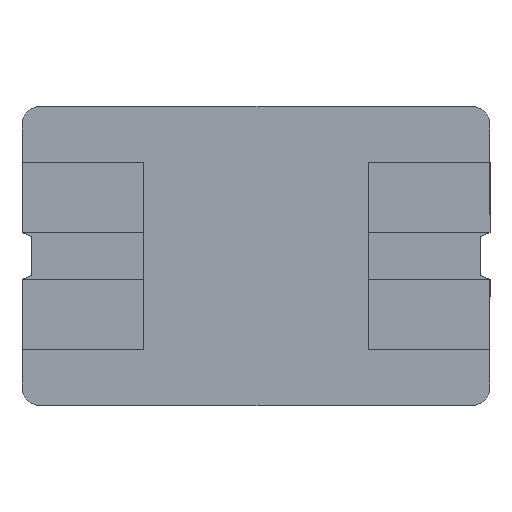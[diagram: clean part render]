
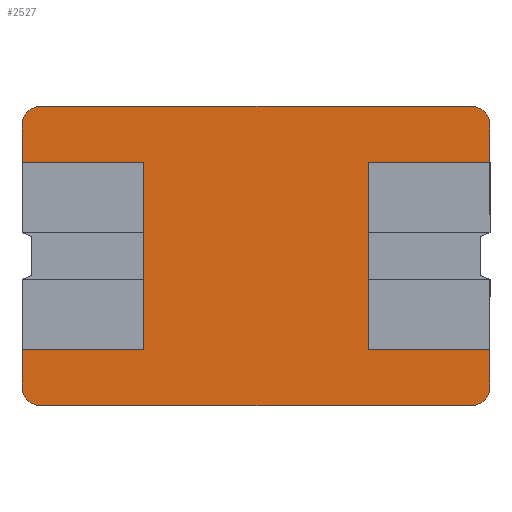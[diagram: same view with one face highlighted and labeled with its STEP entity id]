
A CAD part, front view. The second image highlights one B-rep face of the part: STEP entity #2527.
In plain terms, the highlighted planar face has unit normal (0, -1, 0).
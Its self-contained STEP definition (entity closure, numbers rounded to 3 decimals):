
#6 = VECTOR ( 'NONE', #850, 1000. ) ;
#11 = VERTEX_POINT ( 'NONE', #966 ) ;
#42 = LINE ( 'NONE', #888, #2068 ) ;
#44 = CARTESIAN_POINT ( 'NONE',  ( 2.5, 0., 1.6 ) ) ;
#64 = VERTEX_POINT ( 'NONE', #411 ) ;
#66 = CIRCLE ( 'NONE', #343, 0.2 ) ;
#81 = DIRECTION ( 'NONE',  ( 0., 0., 1. ) ) ;
#99 = CARTESIAN_POINT ( 'NONE',  ( 2.3, 0., -1.4 ) ) ;
#149 = EDGE_LOOP ( 'NONE', ( #718, #1089, #1870, #2258, #1890, #268, #2399, #433, #1684, #2310, #1098, #1891, #916, #1275, #492, #701 ) ) ;
#151 = AXIS2_PLACEMENT_3D ( 'NONE', #99, #467, #81 ) ;
#159 = LINE ( 'NONE', #44, #1039 ) ;
#161 = LINE ( 'NONE', #245, #6 ) ;
#171 = VERTEX_POINT ( 'NONE', #2008 ) ;
#230 = CARTESIAN_POINT ( 'NONE',  ( -2.3, 0., -1.4 ) ) ;
#233 = EDGE_CURVE ( 'NONE', #2226, #1355, #388, .T. ) ;
#245 = CARTESIAN_POINT ( 'NONE',  ( 2.5, 0., 1.6 ) ) ;
#257 = CIRCLE ( 'NONE', #1926, 0.2 ) ;
#268 = ORIENTED_EDGE ( 'NONE', *, *, #233, .F. ) ;
#274 = EDGE_CURVE ( 'NONE', #64, #1955, #520, .T. ) ;
#308 = DIRECTION ( 'NONE',  ( 0., 0., 1. ) ) ;
#319 = CARTESIAN_POINT ( 'NONE',  ( 2.5, 0., -1. ) ) ;
#343 = AXIS2_PLACEMENT_3D ( 'NONE', #817, #2374, #1789 ) ;
#367 = EDGE_CURVE ( 'NONE', #580, #871, #42, .T. ) ;
#375 = VERTEX_POINT ( 'NONE', #484 ) ;
#388 = LINE ( 'NONE', #1594, #1260 ) ;
#411 = CARTESIAN_POINT ( 'NONE',  ( -2.5, 0., -1. ) ) ;
#433 = ORIENTED_EDGE ( 'NONE', *, *, #666, .T. ) ;
#441 = EDGE_CURVE ( 'NONE', #1103, #1974, #626, .T. ) ;
#445 = DIRECTION ( 'NONE',  ( 1., 0., 0. ) ) ;
#462 = CARTESIAN_POINT ( 'NONE',  ( -2.5, 0., 1. ) ) ;
#463 = CARTESIAN_POINT ( 'NONE',  ( -2.5, 0., -1. ) ) ;
#467 = DIRECTION ( 'NONE',  ( 0., -1., 0. ) ) ;
#476 = DIRECTION ( 'NONE',  ( -1., 0., 0. ) ) ;
#484 = CARTESIAN_POINT ( 'NONE',  ( 2.5, 0., -1.4 ) ) ;
#492 = ORIENTED_EDGE ( 'NONE', *, *, #1752, .F. ) ;
#500 = DIRECTION ( 'NONE',  ( 1., 0., 0. ) ) ;
#517 = LINE ( 'NONE', #1167, #1997 ) ;
#520 = LINE ( 'NONE', #463, #1539 ) ;
#562 = EDGE_CURVE ( 'NONE', #1799, #171, #161, .T. ) ;
#569 = CIRCLE ( 'NONE', #151, 0.2 ) ;
#575 = EDGE_CURVE ( 'NONE', #1955, #580, #517, .T. ) ;
#580 = VERTEX_POINT ( 'NONE', #1185 ) ;
#611 = CARTESIAN_POINT ( 'NONE',  ( 2.5, 0., 1. ) ) ;
#626 = CIRCLE ( 'NONE', #949, 0.2 ) ;
#638 = CARTESIAN_POINT ( 'NONE',  ( 2.5, 0., 1.4 ) ) ;
#648 = EDGE_CURVE ( 'NONE', #871, #1679, #1344, .T. ) ;
#666 = EDGE_CURVE ( 'NONE', #930, #171, #257, .T. ) ;
#697 = LINE ( 'NONE', #1102, #1234 ) ;
#701 = ORIENTED_EDGE ( 'NONE', *, *, #441, .T. ) ;
#718 = ORIENTED_EDGE ( 'NONE', *, *, #1132, .F. ) ;
#730 = CARTESIAN_POINT ( 'NONE',  ( 1.2, 0., 1. ) ) ;
#758 = DIRECTION ( 'NONE',  ( 0., 0., 1. ) ) ;
#817 = CARTESIAN_POINT ( 'NONE',  ( -2.3, 0., 1.4 ) ) ;
#850 = DIRECTION ( 'NONE',  ( 1., 0., 0. ) ) ;
#859 = LINE ( 'NONE', #2024, #2055 ) ;
#871 = VERTEX_POINT ( 'NONE', #462 ) ;
#888 = CARTESIAN_POINT ( 'NONE',  ( -2.5, 0., 1. ) ) ;
#891 = FACE_OUTER_BOUND ( 'NONE', #149, .T. ) ;
#905 = EDGE_CURVE ( 'NONE', #1488, #375, #1345, .T. ) ;
#916 = ORIENTED_EDGE ( 'NONE', *, *, #575, .F. ) ;
#930 = VERTEX_POINT ( 'NONE', #638 ) ;
#948 = AXIS2_PLACEMENT_3D ( 'NONE', #2410, #2175, #1013 ) ;
#949 = AXIS2_PLACEMENT_3D ( 'NONE', #230, #2098, #758 ) ;
#966 = CARTESIAN_POINT ( 'NONE',  ( 2.3, 0., -1.6 ) ) ;
#1013 = DIRECTION ( 'NONE',  ( 0., 0., 1. ) ) ;
#1039 = VECTOR ( 'NONE', #1795, 1000. ) ;
#1040 = CARTESIAN_POINT ( 'NONE',  ( 2.5, 0., -1. ) ) ;
#1082 = CARTESIAN_POINT ( 'NONE',  ( 2.3, 0., 1.4 ) ) ;
#1089 = ORIENTED_EDGE ( 'NONE', *, *, #1706, .T. ) ;
#1098 = ORIENTED_EDGE ( 'NONE', *, *, #648, .F. ) ;
#1102 = CARTESIAN_POINT ( 'NONE',  ( 2.5, 0., -1.6 ) ) ;
#1103 = VERTEX_POINT ( 'NONE', #1648 ) ;
#1132 = EDGE_CURVE ( 'NONE', #11, #1974, #697, .T. ) ;
#1152 = VERTEX_POINT ( 'NONE', #1479 ) ;
#1167 = CARTESIAN_POINT ( 'NONE',  ( -1.2, 0., 1. ) ) ;
#1185 = CARTESIAN_POINT ( 'NONE',  ( -1.2, 0., 1. ) ) ;
#1233 = DIRECTION ( 'NONE',  ( 0., 0., -1. ) ) ;
#1234 = VECTOR ( 'NONE', #2092, 1000. ) ;
#1258 = CARTESIAN_POINT ( 'NONE',  ( -2.5, 0., 1.6 ) ) ;
#1260 = VECTOR ( 'NONE', #2003, 1000. ) ;
#1275 = ORIENTED_EDGE ( 'NONE', *, *, #274, .F. ) ;
#1286 = DIRECTION ( 'NONE',  ( 0., 0., 1. ) ) ;
#1289 = CARTESIAN_POINT ( 'NONE',  ( -2.3, 0., 1.6 ) ) ;
#1344 = LINE ( 'NONE', #1258, #2386 ) ;
#1345 = LINE ( 'NONE', #2009, #1939 ) ;
#1355 = VERTEX_POINT ( 'NONE', #730 ) ;
#1397 = VECTOR ( 'NONE', #500, 1000. ) ;
#1418 = PLANE ( 'NONE',  #948 ) ;
#1479 = CARTESIAN_POINT ( 'NONE',  ( 1.2, 0., -1. ) ) ;
#1488 = VERTEX_POINT ( 'NONE', #319 ) ;
#1539 = VECTOR ( 'NONE', #445, 1000. ) ;
#1594 = CARTESIAN_POINT ( 'NONE',  ( 2.5, 0., 1. ) ) ;
#1648 = CARTESIAN_POINT ( 'NONE',  ( -2.5, 0., -1.4 ) ) ;
#1679 = VERTEX_POINT ( 'NONE', #1821 ) ;
#1684 = ORIENTED_EDGE ( 'NONE', *, *, #562, .F. ) ;
#1706 = EDGE_CURVE ( 'NONE', #11, #375, #569, .T. ) ;
#1737 = EDGE_CURVE ( 'NONE', #1355, #1152, #859, .T. ) ;
#1752 = EDGE_CURVE ( 'NONE', #1103, #64, #2507, .T. ) ;
#1753 = EDGE_CURVE ( 'NONE', #1152, #1488, #1933, .T. ) ;
#1789 = DIRECTION ( 'NONE',  ( 0., 0., 1. ) ) ;
#1795 = DIRECTION ( 'NONE',  ( 0., 0., -1. ) ) ;
#1799 = VERTEX_POINT ( 'NONE', #1289 ) ;
#1821 = CARTESIAN_POINT ( 'NONE',  ( -2.5, 0., 1.4 ) ) ;
#1870 = ORIENTED_EDGE ( 'NONE', *, *, #905, .F. ) ;
#1890 = ORIENTED_EDGE ( 'NONE', *, *, #1737, .F. ) ;
#1891 = ORIENTED_EDGE ( 'NONE', *, *, #367, .F. ) ;
#1926 = AXIS2_PLACEMENT_3D ( 'NONE', #1082, #2262, #2043 ) ;
#1933 = LINE ( 'NONE', #1040, #1397 ) ;
#1939 = VECTOR ( 'NONE', #2419, 1000. ) ;
#1955 = VERTEX_POINT ( 'NONE', #2493 ) ;
#1974 = VERTEX_POINT ( 'NONE', #2502 ) ;
#1997 = VECTOR ( 'NONE', #2506, 1000. ) ;
#2003 = DIRECTION ( 'NONE',  ( -1., 0., 0. ) ) ;
#2008 = CARTESIAN_POINT ( 'NONE',  ( 2.3, 0., 1.6 ) ) ;
#2009 = CARTESIAN_POINT ( 'NONE',  ( 2.5, 0., 1.6 ) ) ;
#2024 = CARTESIAN_POINT ( 'NONE',  ( 1.2, 0., 1. ) ) ;
#2043 = DIRECTION ( 'NONE',  ( 0., 0., 1. ) ) ;
#2055 = VECTOR ( 'NONE', #1233, 1000. ) ;
#2063 = CARTESIAN_POINT ( 'NONE',  ( -2.5, 0., 1.6 ) ) ;
#2068 = VECTOR ( 'NONE', #476, 1000. ) ;
#2092 = DIRECTION ( 'NONE',  ( -1., 0., 0. ) ) ;
#2098 = DIRECTION ( 'NONE',  ( 0., -1., 0. ) ) ;
#2175 = DIRECTION ( 'NONE',  ( 0., 1., 0. ) ) ;
#2193 = EDGE_CURVE ( 'NONE', #930, #2226, #159, .T. ) ;
#2226 = VERTEX_POINT ( 'NONE', #611 ) ;
#2258 = ORIENTED_EDGE ( 'NONE', *, *, #1753, .F. ) ;
#2262 = DIRECTION ( 'NONE',  ( 0., -1., 0. ) ) ;
#2307 = EDGE_CURVE ( 'NONE', #1799, #1679, #66, .T. ) ;
#2310 = ORIENTED_EDGE ( 'NONE', *, *, #2307, .T. ) ;
#2374 = DIRECTION ( 'NONE',  ( 0., -1., 0. ) ) ;
#2386 = VECTOR ( 'NONE', #1286, 1000. ) ;
#2399 = ORIENTED_EDGE ( 'NONE', *, *, #2193, .F. ) ;
#2410 = CARTESIAN_POINT ( 'NONE',  ( 0., 0., 0. ) ) ;
#2419 = DIRECTION ( 'NONE',  ( 0., 0., -1. ) ) ;
#2446 = VECTOR ( 'NONE', #308, 1000. ) ;
#2493 = CARTESIAN_POINT ( 'NONE',  ( -1.2, 0., -1. ) ) ;
#2502 = CARTESIAN_POINT ( 'NONE',  ( -2.3, 0., -1.6 ) ) ;
#2506 = DIRECTION ( 'NONE',  ( 0., 0., 1. ) ) ;
#2507 = LINE ( 'NONE', #2063, #2446 ) ;
#2527 = ADVANCED_FACE ( 'NONE', ( #891 ), #1418, .F. ) ;
